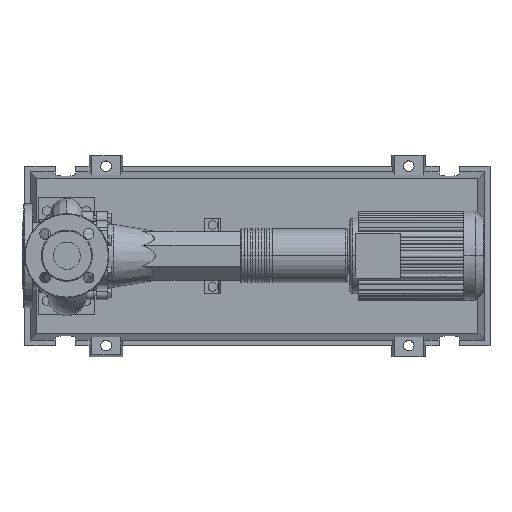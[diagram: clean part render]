
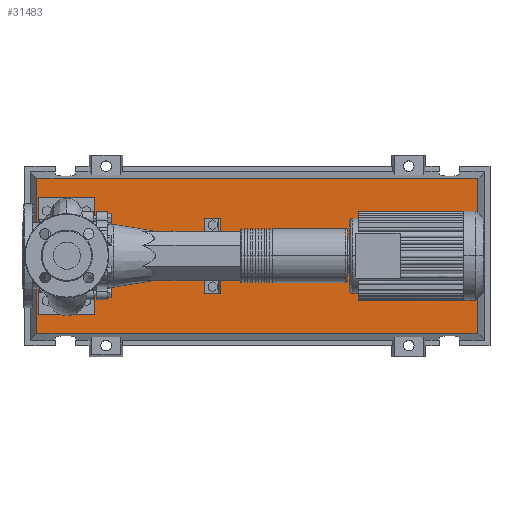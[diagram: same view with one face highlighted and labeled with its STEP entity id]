
A CAD part, top view. The second image highlights one B-rep face of the part: STEP entity #31483.
In plain terms, the highlighted planar face has unit normal (0, 0, 1).
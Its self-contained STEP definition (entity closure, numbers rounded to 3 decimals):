
#31164=CARTESIAN_POINT('',(733.292,-138.292,83.0));
#31165=VERTEX_POINT('',#31164);
#31172=CARTESIAN_POINT('',(-53.292,-138.292,83.0));
#31173=VERTEX_POINT('',#31172);
#31174=CARTESIAN_POINT('',(733.292,-138.292,83.0));
#31175=DIRECTION('',(-1.0,0.0,0.0));
#31176=VECTOR('',#31175,786.584);
#31177=LINE('',#31174,#31176);
#31178=EDGE_CURVE('',#31165,#31173,#31177,.T.);
#31396=CARTESIAN_POINT('',(733.292,138.292,83.0));
#31397=VERTEX_POINT('',#31396);
#31398=CARTESIAN_POINT('',(733.292,138.292,83.0));
#31399=DIRECTION('',(0.0,-1.0,0.0));
#31400=VECTOR('',#31399,276.584);
#31401=LINE('',#31398,#31400);
#31402=EDGE_CURVE('',#31397,#31165,#31401,.T.);
#31420=CARTESIAN_POINT('',(-53.292,138.292,83.0));
#31421=VERTEX_POINT('',#31420);
#31422=CARTESIAN_POINT('',(-53.292,-138.292,83.0));
#31423=DIRECTION('',(0.0,1.0,0.0));
#31424=VECTOR('',#31423,276.584);
#31425=LINE('',#31422,#31424);
#31426=EDGE_CURVE('',#31173,#31421,#31425,.T.);
#31459=CARTESIAN_POINT('',(-53.292,138.292,83.0));
#31460=DIRECTION('',(1.0,0.0,0.0));
#31461=VECTOR('',#31460,786.584);
#31462=LINE('',#31459,#31461);
#31463=EDGE_CURVE('',#31421,#31397,#31462,.T.);
#31472=CARTESIAN_POINT('',(340.,0.,83.0));
#31473=DIRECTION('',(0.0,0.0,1.0));
#31474=DIRECTION('',(1.0,0.0,0.0));
#31475=AXIS2_PLACEMENT_3D('',#31472,#31473,#31474);
#31476=PLANE('',#31475);
#31477=ORIENTED_EDGE('',*,*,#31402,.F.);
#31478=ORIENTED_EDGE('',*,*,#31463,.F.);
#31479=ORIENTED_EDGE('',*,*,#31426,.F.);
#31480=ORIENTED_EDGE('',*,*,#31178,.F.);
#31481=EDGE_LOOP('',(#31477,#31478,#31479,#31480));
#31482=FACE_OUTER_BOUND('',#31481,.T.);
#31483=ADVANCED_FACE('',(#31482),#31476,.T.);
